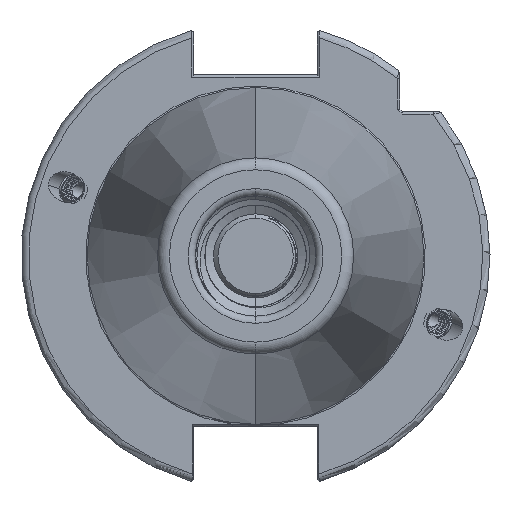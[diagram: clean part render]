
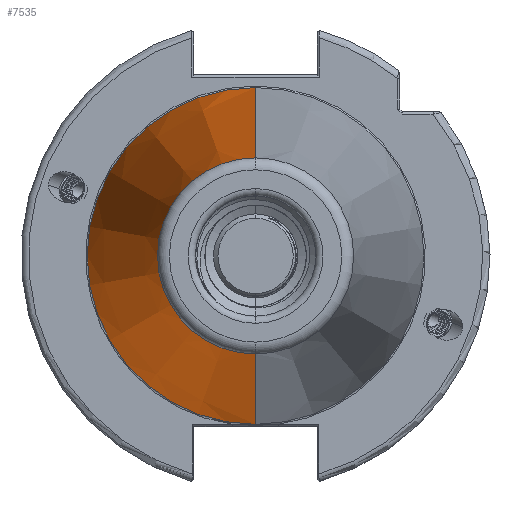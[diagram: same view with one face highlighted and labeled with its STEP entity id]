
A CAD part, left-side view. The second image highlights one B-rep face of the part: STEP entity #7535.
In plain terms, the highlighted conical face has half-angle 8.297 degrees and reference radius 35.392 mm.
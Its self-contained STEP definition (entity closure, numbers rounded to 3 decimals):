
#309 = EDGE_CURVE ( 'NONE', #16201, #16207, #16666, .T. ) ;
#356 = EDGE_CURVE ( 'NONE', #16207, #16229, #16650, .T. ) ;
#390 = EDGE_CURVE ( 'NONE', #16201, #16236, #16699, .T. ) ;
#2109 = CIRCLE ( 'NONE', #3970, 35.027 ) ;
#2113 = CIRCLE ( 'NONE', #3958, 35.027 ) ;
#2225 = FACE_OUTER_BOUND ( 'NONE', #6092, .T. ) ;
#2233 = CONICAL_SURFACE ( 'NONE', #3158, 35.392, 0.145 ) ;
#3158 = AXIS2_PLACEMENT_3D ( 'NONE', #27232, #27228, #27252 ) ;
#3907 = AXIS2_PLACEMENT_3D ( 'NONE', #12307, #12291, #12331 ) ;
#3958 = AXIS2_PLACEMENT_3D ( 'NONE', #14534, #14606, #14515 ) ;
#3970 = AXIS2_PLACEMENT_3D ( 'NONE', #14511, #14591, #14556 ) ;
#4096 = EDGE_CURVE ( 'NONE', #16266, #16229, #2113, .T. ) ;
#4097 = EDGE_CURVE ( 'NONE', #16236, #16266, #2109, .T. ) ;
#6092 = EDGE_LOOP ( 'NONE', ( #28719, #28741, #28757, #28739, #28732 ) ) ;
#7535 = ADVANCED_FACE ( 'NONE', ( #2225 ), #2233, .T. ) ;
#8214 = DIRECTION ( 'NONE',  ( 0.99, 0., 0.144 ) ) ;
#8286 = CARTESIAN_POINT ( 'NONE',  ( 0., 0., 35.392 ) ) ;
#8596 = CARTESIAN_POINT ( 'NONE',  ( 0., 0., -35.392 ) ) ;
#8617 = DIRECTION ( 'NONE',  ( 0.99, 0., -0.144 ) ) ;
#9671 = CARTESIAN_POINT ( 'NONE',  ( -102.811, 0., 20.399 ) ) ;
#9692 = CARTESIAN_POINT ( 'NONE',  ( -102.811, 0., -20.399 ) ) ;
#9743 = CARTESIAN_POINT ( 'NONE',  ( -2.5, 0., 35.027 ) ) ;
#9751 = CARTESIAN_POINT ( 'NONE',  ( -2.5, 35.027, 0. ) ) ;
#9755 = CARTESIAN_POINT ( 'NONE',  ( -2.5, 0., -35.027 ) ) ;
#12291 = DIRECTION ( 'NONE',  ( 1., 0., 0. ) ) ;
#12307 = CARTESIAN_POINT ( 'NONE',  ( -102.811, 0., 0. ) ) ;
#12331 = DIRECTION ( 'NONE',  ( 0., 0., 1. ) ) ;
#14511 = CARTESIAN_POINT ( 'NONE',  ( -2.5, 0., 0. ) ) ;
#14515 = DIRECTION ( 'NONE',  ( 0., 1., 0. ) ) ;
#14534 = CARTESIAN_POINT ( 'NONE',  ( -2.5, 0., 0. ) ) ;
#14556 = DIRECTION ( 'NONE',  ( 0., 1., 0. ) ) ;
#14591 = DIRECTION ( 'NONE',  ( 1., 0., 0. ) ) ;
#14606 = DIRECTION ( 'NONE',  ( 1., 0., 0. ) ) ;
#16201 = VERTEX_POINT ( 'NONE', #9692 ) ;
#16207 = VERTEX_POINT ( 'NONE', #9671 ) ;
#16229 = VERTEX_POINT ( 'NONE', #9743 ) ;
#16236 = VERTEX_POINT ( 'NONE', #9755 ) ;
#16266 = VERTEX_POINT ( 'NONE', #9751 ) ;
#16643 = VECTOR ( 'NONE', #8214, 1000. ) ;
#16650 = LINE ( 'NONE', #8286, #16643 ) ;
#16666 = CIRCLE ( 'NONE', #3907, 20.399 ) ;
#16699 = LINE ( 'NONE', #8596, #16708 ) ;
#16708 = VECTOR ( 'NONE', #8617, 1000. ) ;
#27228 = DIRECTION ( 'NONE',  ( 1., 0., 0. ) ) ;
#27232 = CARTESIAN_POINT ( 'NONE',  ( 0., 0., 0. ) ) ;
#27252 = DIRECTION ( 'NONE',  ( 0., 0., -1. ) ) ;
#28719 = ORIENTED_EDGE ( 'NONE', *, *, #309, .T. ) ;
#28732 = ORIENTED_EDGE ( 'NONE', *, *, #390, .F. ) ;
#28739 = ORIENTED_EDGE ( 'NONE', *, *, #4097, .F. ) ;
#28741 = ORIENTED_EDGE ( 'NONE', *, *, #356, .T. ) ;
#28757 = ORIENTED_EDGE ( 'NONE', *, *, #4096, .F. ) ;
